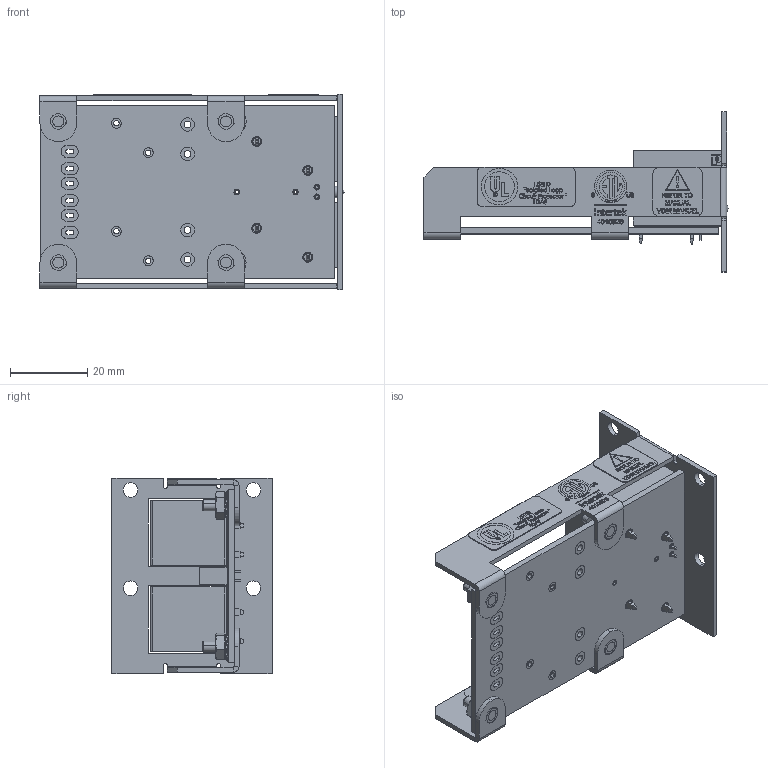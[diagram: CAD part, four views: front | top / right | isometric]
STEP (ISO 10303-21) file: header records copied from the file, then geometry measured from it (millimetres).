
FILE_DESCRIPTION (( 'STEP AP214' ), '1' );
FILE_NAME ('1000-1405-E.STEP', '2019-01-22T20:17:04', ( '' ), ( '' ), 'SwSTEP 2.0', 'SolidWorks 2018', '' );
FILE_SCHEMA (( 'AUTOMOTIVE_DESIGN' ));
Length unit declared in the file: inch
Products named in the file (31): 1000-1405-E; 2200-621_DRAWING; 1000-1405-WOP; 2003-4064; 2105-462; 2100-056; DC_DEF_CPX_BRKT2; 3450-130; 2001-397; 2003-4015; 1600-430; PEM_FH-440-6ZI; 2003-1052-3; 2250-1040; 2200-621; 2100-056_90675A005
Assembly tree (20 placements, depth 4):
  1000-1405-E
    1000-1405-WOP
      2001-397
        DC_DEF_CPX_BRKT2
        PEM_FH-440-6ZI  x4
        1600-430
      2250-1040
        2200-621_DRAWING
        3450-130
        2105-462  x2
      2100-056_90675A005  x4
      2003-1052-3
      2003-4015
      2003-4064
  2003-4064
  2105-462
  2100-056
  2100-056
Bounding box: 78.65 x 41.4 x 50.55 mm (x, y, z)
Volume: 25371.4 mm3; surface area: 25157 mm2
Topology: 48 solids, 48 shells, 3865 faces, 10104 edges, 6648 vertices
Faces by surface type: plane 2273, bspline 910, cylinder 482, cone 196, sphere 4
Entity records: 172881 total; most frequent: CARTESIAN_POINT 56722, ORIENTED_EDGE 17652, DIRECTION 12749, EDGE_CURVE 8826, LINE 6371, VECTOR 6371, VERTEX_POINT 5852, EDGE_LOOP 3738
